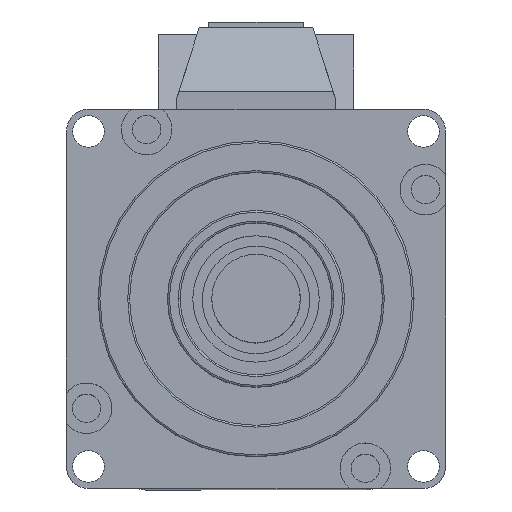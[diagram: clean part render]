
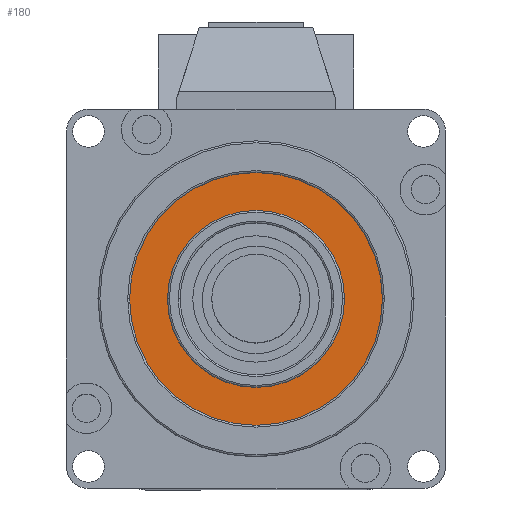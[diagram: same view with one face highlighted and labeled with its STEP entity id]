
A CAD part, top view. The second image highlights one B-rep face of the part: STEP entity #180.
In plain terms, the highlighted planar face has unit normal (0, 0, 1).
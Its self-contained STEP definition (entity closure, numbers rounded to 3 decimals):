
#96 = CIRCLE ( 'NONE', #3677, 14. ) ;
#180 = ADVANCED_FACE ( 'NONE', ( #2315, #6626 ), #6808, .F. ) ;
#353 = EDGE_CURVE ( 'NONE', #3523, #6416, #96, .T. ) ;
#672 = EDGE_LOOP ( 'NONE', ( #1429, #6590 ) ) ;
#1345 = AXIS2_PLACEMENT_3D ( 'NONE', #3909, #2439, #7697 ) ;
#1429 = ORIENTED_EDGE ( 'NONE', *, *, #9334, .T. ) ;
#1899 = DIRECTION ( 'NONE',  ( -1., 0., 0. ) ) ;
#2217 = CIRCLE ( 'NONE', #1345, 20. ) ;
#2262 = VERTEX_POINT ( 'NONE', #6575 ) ;
#2315 = FACE_OUTER_BOUND ( 'NONE', #672, .T. ) ;
#2439 = DIRECTION ( 'NONE',  ( 0., 0., 1. ) ) ;
#2471 = EDGE_LOOP ( 'NONE', ( #5172, #3539 ) ) ;
#2680 = AXIS2_PLACEMENT_3D ( 'NONE', #9244, #6840, #4729 ) ;
#3106 = DIRECTION ( 'NONE',  ( 0., 0., 1. ) ) ;
#3390 = DIRECTION ( 'NONE',  ( -1., 0., 0. ) ) ;
#3523 = VERTEX_POINT ( 'NONE', #9202 ) ;
#3539 = ORIENTED_EDGE ( 'NONE', *, *, #5649, .F. ) ;
#3677 = AXIS2_PLACEMENT_3D ( 'NONE', #6330, #5565, #1899 ) ;
#3725 = VERTEX_POINT ( 'NONE', #5698 ) ;
#3909 = CARTESIAN_POINT ( 'NONE',  ( 30., 30., 0. ) ) ;
#4114 = DIRECTION ( 'NONE',  ( 0., 0., 1. ) ) ;
#4646 = AXIS2_PLACEMENT_3D ( 'NONE', #6169, #3106, #6076 ) ;
#4729 = DIRECTION ( 'NONE',  ( -1., 0., 0. ) ) ;
#4731 = CIRCLE ( 'NONE', #6652, 14. ) ;
#5067 = CARTESIAN_POINT ( 'NONE',  ( 44., 30., 0. ) ) ;
#5172 = ORIENTED_EDGE ( 'NONE', *, *, #353, .F. ) ;
#5318 = EDGE_CURVE ( 'NONE', #2262, #3725, #5914, .T. ) ;
#5565 = DIRECTION ( 'NONE',  ( 0., 0., 1. ) ) ;
#5649 = EDGE_CURVE ( 'NONE', #6416, #3523, #4731, .T. ) ;
#5698 = CARTESIAN_POINT ( 'NONE',  ( 10., 30., 0. ) ) ;
#5914 = CIRCLE ( 'NONE', #4646, 20. ) ;
#6076 = DIRECTION ( 'NONE',  ( 1., 0., 0. ) ) ;
#6169 = CARTESIAN_POINT ( 'NONE',  ( 30., 30., 0. ) ) ;
#6330 = CARTESIAN_POINT ( 'NONE',  ( 30., 30., 0. ) ) ;
#6416 = VERTEX_POINT ( 'NONE', #5067 ) ;
#6575 = CARTESIAN_POINT ( 'NONE',  ( 50., 30., 0. ) ) ;
#6590 = ORIENTED_EDGE ( 'NONE', *, *, #5318, .T. ) ;
#6626 = FACE_BOUND ( 'NONE', #2471, .T. ) ;
#6652 = AXIS2_PLACEMENT_3D ( 'NONE', #8673, #4114, #3390 ) ;
#6808 = PLANE ( 'NONE',  #2680 ) ;
#6840 = DIRECTION ( 'NONE',  ( 0., 0., -1. ) ) ;
#7697 = DIRECTION ( 'NONE',  ( 1., 0., 0. ) ) ;
#8673 = CARTESIAN_POINT ( 'NONE',  ( 30., 30., 0. ) ) ;
#9202 = CARTESIAN_POINT ( 'NONE',  ( 16., 30., 0. ) ) ;
#9244 = CARTESIAN_POINT ( 'NONE',  ( 3.5, 56.5, 0. ) ) ;
#9334 = EDGE_CURVE ( 'NONE', #3725, #2262, #2217, .T. ) ;
